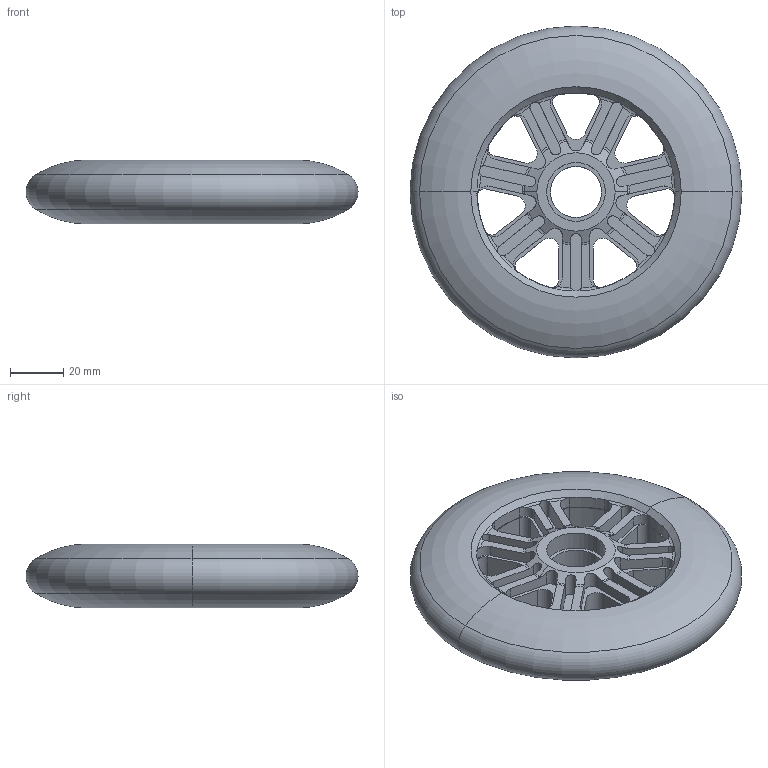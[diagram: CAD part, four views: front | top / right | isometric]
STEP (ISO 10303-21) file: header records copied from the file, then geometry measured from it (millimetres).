
FILE_DESCRIPTION (( 'STEP AP203' ), '1' );
FILE_NAME ('595622.STEP', '2014-07-15T16:24:07', ( 'Kyle' ), ( 'Microsoft' ), 'SwSTEP 2.0', 'SolidWorks 2014', '' );
FILE_SCHEMA (( 'CONFIG_CONTROL_DESIGN' ));
Length unit declared in the file: inch
Products named in the file (1): 595622
Bounding box: 124.46 x 124.46 x 23.93 mm (x, y, z)
Volume: 181153.4 mm3; surface area: 39660.2 mm2
Topology: 1 solids, 1 shells, 338 faces, 962 edges, 628 vertices
Faces by surface type: cylinder 148, plane 130, torus 52, cone 8
Entity records: 12439 total; most frequent: CARTESIAN_POINT 3561, ORIENTED_EDGE 1924, DIRECTION 1832, EDGE_CURVE 962, AXIS2_PLACEMENT_3D 733, VERTEX_POINT 628, CIRCLE 394, LINE 366
